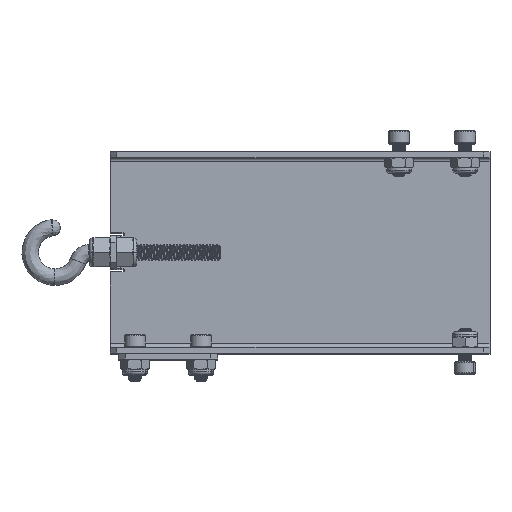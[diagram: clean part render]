
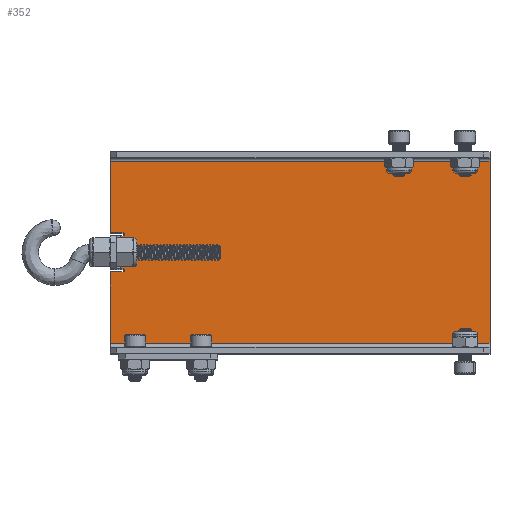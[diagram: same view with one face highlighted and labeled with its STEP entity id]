
A CAD part, top view. The second image highlights one B-rep face of the part: STEP entity #352.
In plain terms, the highlighted planar face has unit normal (0, 0, 1).
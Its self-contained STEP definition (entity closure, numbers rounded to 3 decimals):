
#126 = VERTEX_POINT ( 'NONE', #20955 ) ;
#352 = ADVANCED_FACE ( 'NONE', ( #16257 ), #9181, .T. ) ;
#355 = CARTESIAN_POINT ( 'NONE',  ( -143.652, -46.228, 3.556 ) ) ;
#570 = EDGE_CURVE ( 'NONE', #126, #7372, #5175, .T. ) ;
#719 = LINE ( 'NONE', #3512, #9343 ) ;
#1195 = VECTOR ( 'NONE', #18960, 1000. ) ;
#1484 = EDGE_CURVE ( 'NONE', #7877, #15896, #22137, .T. ) ;
#1826 = CARTESIAN_POINT ( 'NONE',  ( -148.605, -3.81, 3.556 ) ) ;
#1916 = CARTESIAN_POINT ( 'NONE',  ( -152.4, -3.81, 3.556 ) ) ;
#2029 = ORIENTED_EDGE ( 'NONE', *, *, #9922, .F. ) ;
#2317 = DIRECTION ( 'NONE',  ( 1., 0., 0. ) ) ;
#2368 = LINE ( 'NONE', #11535, #15555 ) ;
#2378 = DIRECTION ( 'NONE',  ( -1., 0., 0. ) ) ;
#2586 = CARTESIAN_POINT ( 'NONE',  ( -144.795, -45.085, 3.556 ) ) ;
#2664 = CARTESIAN_POINT ( 'NONE',  ( -144.795, -45.085, 3.556 ) ) ;
#2759 = CARTESIAN_POINT ( 'NONE',  ( -148.605, -73.66, 3.556 ) ) ;
#3440 = CARTESIAN_POINT ( 'NONE',  ( -143.652, -45.085, 3.556 ) ) ;
#3512 = CARTESIAN_POINT ( 'NONE',  ( -148.605, -46.228, 3.556 ) ) ;
#3522 = CARTESIAN_POINT ( 'NONE',  ( -148.605, -46.228, 3.556 ) ) ;
#4253 = VERTEX_POINT ( 'NONE', #16360 ) ;
#4351 = ORIENTED_EDGE ( 'NONE', *, *, #5645, .F. ) ;
#4802 = CARTESIAN_POINT ( 'NONE',  ( -143.652, -32.385, 3.556 ) ) ;
#5175 = LINE ( 'NONE', #3440, #1195 ) ;
#5236 = VECTOR ( 'NONE', #5296, 1000. ) ;
#5296 = DIRECTION ( 'NONE',  ( 0., 1., 0. ) ) ;
#5645 = EDGE_CURVE ( 'NONE', #15602, #7877, #19172, .T. ) ;
#5688 = EDGE_CURVE ( 'NONE', #17645, #126, #10038, .T. ) ;
#5930 = CARTESIAN_POINT ( 'NONE',  ( 0., -73.66, 3.556 ) ) ;
#5991 = VECTOR ( 'NONE', #12714, 1000. ) ;
#6519 = LINE ( 'NONE', #13243, #5991 ) ;
#6531 = EDGE_CURVE ( 'NONE', #15660, #15602, #15305, .T. ) ;
#7001 = ORIENTED_EDGE ( 'NONE', *, *, #9913, .F. ) ;
#7002 = EDGE_CURVE ( 'NONE', #4253, #19176, #7477, .T. ) ;
#7372 = VERTEX_POINT ( 'NONE', #2664 ) ;
#7477 = LINE ( 'NONE', #5930, #9939 ) ;
#7488 = VECTOR ( 'NONE', #12247, 1000. ) ;
#7651 = DIRECTION ( 'NONE',  ( 0., -1., 0. ) ) ;
#7877 = VERTEX_POINT ( 'NONE', #12201 ) ;
#8175 = DIRECTION ( 'NONE',  ( 1., 0., 0. ) ) ;
#8251 = CARTESIAN_POINT ( 'NONE',  ( -148.605, -31.242, 3.556 ) ) ;
#8459 = VERTEX_POINT ( 'NONE', #15688 ) ;
#9181 = PLANE ( 'NONE',  #10149 ) ;
#9343 = VECTOR ( 'NONE', #19224, 1000. ) ;
#9732 = ORIENTED_EDGE ( 'NONE', *, *, #13319, .T. ) ;
#9913 = EDGE_CURVE ( 'NONE', #7372, #15660, #19546, .T. ) ;
#9917 = CARTESIAN_POINT ( 'NONE',  ( -143.652, -45.656, 3.556 ) ) ;
#9922 = EDGE_CURVE ( 'NONE', #14306, #17645, #719, .T. ) ;
#9939 = VECTOR ( 'NONE', #21264, 1000. ) ;
#10038 = CIRCLE ( 'NONE', #12439, 0.572 ) ;
#10067 = DIRECTION ( 'NONE',  ( 0., 0., 1. ) ) ;
#10149 = AXIS2_PLACEMENT_3D ( 'NONE', #10918, #19470, #2317 ) ;
#10918 = CARTESIAN_POINT ( 'NONE',  ( -152.4, -77.47, 3.556 ) ) ;
#11535 = CARTESIAN_POINT ( 'NONE',  ( -2.555, -77.47, 3.556 ) ) ;
#11648 = ORIENTED_EDGE ( 'NONE', *, *, #13817, .T. ) ;
#12062 = ORIENTED_EDGE ( 'NONE', *, *, #7002, .F. ) ;
#12085 = ORIENTED_EDGE ( 'NONE', *, *, #21432, .T. ) ;
#12201 = CARTESIAN_POINT ( 'NONE',  ( -143.652, -31.242, 3.556 ) ) ;
#12247 = DIRECTION ( 'NONE',  ( 1., 0., 0. ) ) ;
#12439 = AXIS2_PLACEMENT_3D ( 'NONE', #9917, #20191, #8175 ) ;
#12714 = DIRECTION ( 'NONE',  ( 0., -1., 0. ) ) ;
#13243 = CARTESIAN_POINT ( 'NONE',  ( -148.605, -77.47, 3.556 ) ) ;
#13247 = DIRECTION ( 'NONE',  ( 0., 1., 0. ) ) ;
#13319 = EDGE_CURVE ( 'NONE', #19438, #15896, #6519, .T. ) ;
#13522 = VECTOR ( 'NONE', #2378, 1000. ) ;
#13817 = EDGE_CURVE ( 'NONE', #14306, #19176, #17712, .T. ) ;
#14050 = ORIENTED_EDGE ( 'NONE', *, *, #6531, .F. ) ;
#14306 = VERTEX_POINT ( 'NONE', #3522 ) ;
#14417 = CARTESIAN_POINT ( 'NONE',  ( -143.652, -31.242, 3.556 ) ) ;
#14791 = ORIENTED_EDGE ( 'NONE', *, *, #1484, .F. ) ;
#15286 = CARTESIAN_POINT ( 'NONE',  ( -144.795, -32.385, 3.556 ) ) ;
#15305 = LINE ( 'NONE', #19178, #20400 ) ;
#15555 = VECTOR ( 'NONE', #13247, 1000. ) ;
#15602 = VERTEX_POINT ( 'NONE', #4802 ) ;
#15660 = VERTEX_POINT ( 'NONE', #15286 ) ;
#15688 = CARTESIAN_POINT ( 'NONE',  ( -2.555, -3.81, 3.556 ) ) ;
#15896 = VERTEX_POINT ( 'NONE', #8251 ) ;
#16257 = FACE_OUTER_BOUND ( 'NONE', #20737, .T. ) ;
#16332 = CARTESIAN_POINT ( 'NONE',  ( -148.605, -77.47, 3.556 ) ) ;
#16360 = CARTESIAN_POINT ( 'NONE',  ( -2.555, -73.66, 3.556 ) ) ;
#16668 = LINE ( 'NONE', #1916, #7488 ) ;
#17645 = VERTEX_POINT ( 'NONE', #355 ) ;
#17712 = LINE ( 'NONE', #16332, #21732 ) ;
#18223 = AXIS2_PLACEMENT_3D ( 'NONE', #22061, #10067, #20327 ) ;
#18240 = DIRECTION ( 'NONE',  ( 1., 0., 0. ) ) ;
#18960 = DIRECTION ( 'NONE',  ( -1., 0., 0. ) ) ;
#19172 = CIRCLE ( 'NONE', #18223, 0.572 ) ;
#19176 = VERTEX_POINT ( 'NONE', #2759 ) ;
#19178 = CARTESIAN_POINT ( 'NONE',  ( -144.795, -32.385, 3.556 ) ) ;
#19224 = DIRECTION ( 'NONE',  ( 1., 0., 0. ) ) ;
#19438 = VERTEX_POINT ( 'NONE', #1826 ) ;
#19470 = DIRECTION ( 'NONE',  ( 0., 0., 1. ) ) ;
#19546 = LINE ( 'NONE', #2586, #5236 ) ;
#19921 = ORIENTED_EDGE ( 'NONE', *, *, #20653, .F. ) ;
#20191 = DIRECTION ( 'NONE',  ( 0., 0., 1. ) ) ;
#20304 = ORIENTED_EDGE ( 'NONE', *, *, #570, .F. ) ;
#20327 = DIRECTION ( 'NONE',  ( 1., 0., 0. ) ) ;
#20400 = VECTOR ( 'NONE', #18240, 1000. ) ;
#20653 = EDGE_CURVE ( 'NONE', #19438, #8459, #16668, .T. ) ;
#20737 = EDGE_LOOP ( 'NONE', ( #20810, #2029, #11648, #12062, #12085, #19921, #9732, #14791, #4351, #14050, #7001, #20304 ) ) ;
#20810 = ORIENTED_EDGE ( 'NONE', *, *, #5688, .F. ) ;
#20955 = CARTESIAN_POINT ( 'NONE',  ( -143.652, -45.085, 3.556 ) ) ;
#21264 = DIRECTION ( 'NONE',  ( -1., 0., 0. ) ) ;
#21432 = EDGE_CURVE ( 'NONE', #4253, #8459, #2368, .T. ) ;
#21732 = VECTOR ( 'NONE', #7651, 1000. ) ;
#22061 = CARTESIAN_POINT ( 'NONE',  ( -143.652, -31.814, 3.556 ) ) ;
#22137 = LINE ( 'NONE', #14417, #13522 ) ;
